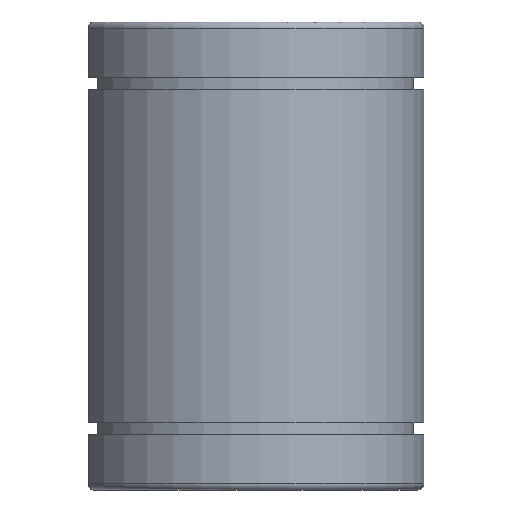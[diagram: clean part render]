
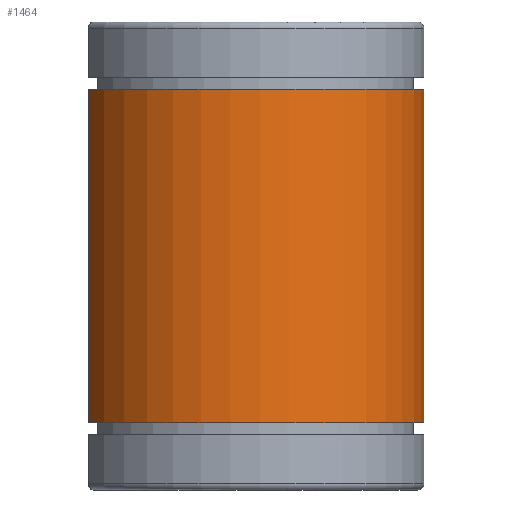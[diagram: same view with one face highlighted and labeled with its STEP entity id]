
A CAD part, left-side view. The second image highlights one B-rep face of the part: STEP entity #1464.
In plain terms, the highlighted cylindrical face has radius 25.4 mm (diameter 50.8 mm), a partial arc.
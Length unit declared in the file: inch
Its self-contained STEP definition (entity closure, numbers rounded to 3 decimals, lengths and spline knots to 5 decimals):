
#49 = DIRECTION ( 'NONE',  ( 0., -1., 0. ) ) ;
#157 = CARTESIAN_POINT ( 'NONE',  ( -0.47136, 0.88194, 0.93445 ) ) ;
#168 = CARTESIAN_POINT ( 'NONE',  ( 0., -1., -0.93445 ) ) ;
#193 = CARTESIAN_POINT ( 'NONE',  ( 0., 0., 0.93445 ) ) ;
#240 = CARTESIAN_POINT ( 'NONE',  ( 0., -1., 1.27855 ) ) ;
#277 = CIRCLE ( 'NONE', #1662, 1. ) ;
#294 = VECTOR ( 'NONE', #1028, 39.37008 ) ;
#392 = VERTEX_POINT ( 'NONE', #738 ) ;
#474 = VERTEX_POINT ( 'NONE', #1531 ) ;
#537 = VERTEX_POINT ( 'NONE', #157 ) ;
#544 = ORIENTED_EDGE ( 'NONE', *, *, #1898, .T. ) ;
#550 = DIRECTION ( 'NONE',  ( 0., -1., 0. ) ) ;
#555 = LINE ( 'NONE', #993, #294 ) ;
#738 = CARTESIAN_POINT ( 'NONE',  ( 0., -1., 0.93445 ) ) ;
#748 = EDGE_CURVE ( 'NONE', #474, #537, #555, .T. ) ;
#771 = VERTEX_POINT ( 'NONE', #168 ) ;
#792 = LINE ( 'NONE', #240, #1919 ) ;
#954 = DIRECTION ( 'NONE',  ( 0., 0., 1. ) ) ;
#993 = CARTESIAN_POINT ( 'NONE',  ( -0.47136, 0.88194, 1.27855 ) ) ;
#1028 = DIRECTION ( 'NONE',  ( 0., 0., 1. ) ) ;
#1050 = EDGE_LOOP ( 'NONE', ( #1723, #544, #2095, #1679 ) ) ;
#1122 = DIRECTION ( 'NONE',  ( 0., 0., 1. ) ) ;
#1253 = AXIS2_PLACEMENT_3D ( 'NONE', #2018, #1122, #1514 ) ;
#1433 = CARTESIAN_POINT ( 'NONE',  ( 0., 0., 1.27855 ) ) ;
#1464 = ADVANCED_FACE ( 'NONE', ( #1949 ), #2163, .T. ) ;
#1514 = DIRECTION ( 'NONE',  ( 0., -1., 0. ) ) ;
#1531 = CARTESIAN_POINT ( 'NONE',  ( -0.47136, 0.88194, -0.93445 ) ) ;
#1662 = AXIS2_PLACEMENT_3D ( 'NONE', #193, #2112, #49 ) ;
#1679 = ORIENTED_EDGE ( 'NONE', *, *, #748, .F. ) ;
#1723 = ORIENTED_EDGE ( 'NONE', *, *, #2146, .T. ) ;
#1814 = EDGE_CURVE ( 'NONE', #537, #392, #277, .T. ) ;
#1898 = EDGE_CURVE ( 'NONE', #771, #392, #792, .T. ) ;
#1919 = VECTOR ( 'NONE', #954, 39.37008 ) ;
#1949 = FACE_OUTER_BOUND ( 'NONE', #1050, .T. ) ;
#2018 = CARTESIAN_POINT ( 'NONE',  ( 0., 0., -0.93445 ) ) ;
#2057 = AXIS2_PLACEMENT_3D ( 'NONE', #1433, #2126, #550 ) ;
#2095 = ORIENTED_EDGE ( 'NONE', *, *, #1814, .F. ) ;
#2112 = DIRECTION ( 'NONE',  ( 0., 0., 1. ) ) ;
#2126 = DIRECTION ( 'NONE',  ( 0., 0., 1. ) ) ;
#2146 = EDGE_CURVE ( 'NONE', #474, #771, #2256, .T. ) ;
#2163 = CYLINDRICAL_SURFACE ( 'NONE', #2057, 1. ) ;
#2256 = CIRCLE ( 'NONE', #1253, 1. ) ;
